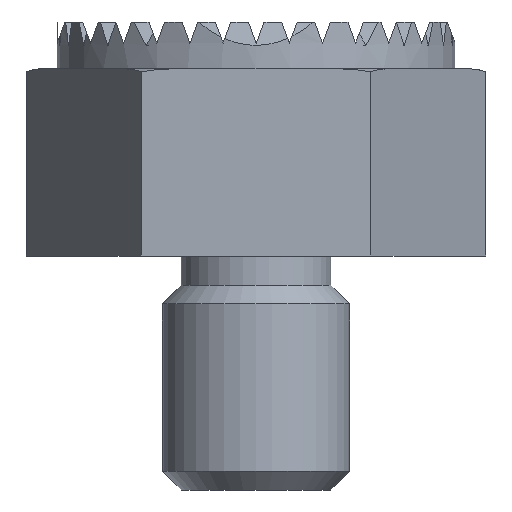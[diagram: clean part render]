
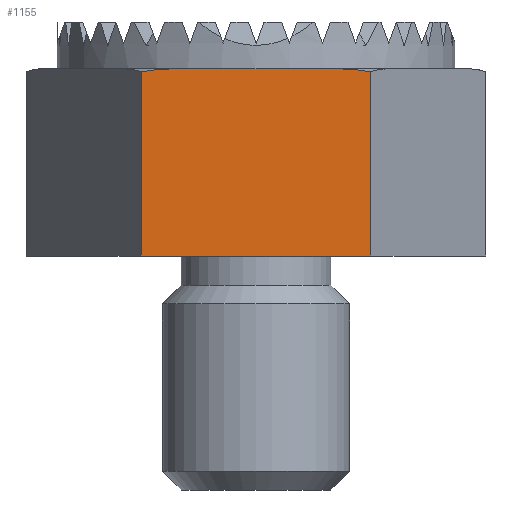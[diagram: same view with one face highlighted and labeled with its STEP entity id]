
A CAD part, left-side view. The second image highlights one B-rep face of the part: STEP entity #1155.
In plain terms, the highlighted planar face has unit normal (-1, 0, 0).
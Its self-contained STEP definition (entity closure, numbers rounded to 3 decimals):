
#405 = CARTESIAN_POINT ( 'NONE',  ( -8.5, -4.907, 7.868 ) ) ;
#459 = CARTESIAN_POINT ( 'NONE',  ( -8.5, 3.52, 8. ) ) ;
#476 = CARTESIAN_POINT ( 'NONE',  ( -8.5, -3.753, 8. ) ) ;
#514 = DIRECTION ( 'NONE',  ( 0., 0., 1. ) ) ;
#524 = CARTESIAN_POINT ( 'NONE',  ( -8.5, 3.987, 7.992 ) ) ;
#589 = FACE_OUTER_BOUND ( 'NONE', #6205, .T. ) ;
#629 = CARTESIAN_POINT ( 'NONE',  ( -8.5, 0., 8. ) ) ;
#727 = PLANE ( 'NONE',  #6822 ) ;
#1155 = ADVANCED_FACE ( 'NONE', ( #589 ), #727, .T. ) ;
#1463 = CARTESIAN_POINT ( 'NONE',  ( -8.5, 4.907, 7.868 ) ) ;
#1603 = EDGE_CURVE ( 'NONE', #2601, #10778, #5283, .T. ) ;
#1689 = CARTESIAN_POINT ( 'NONE',  ( -8.5, -4.907, 7.868 ) ) ;
#1914 = EDGE_CURVE ( 'NONE', #7893, #10494, #11417, .T. ) ;
#2028 = ORIENTED_EDGE ( 'NONE', *, *, #13731, .F. ) ;
#2104 = CARTESIAN_POINT ( 'NONE',  ( -8.5, 3.52, 8. ) ) ;
#2283 = CARTESIAN_POINT ( 'NONE',  ( -8.5, 4.451, 7.952 ) ) ;
#2576 = CARTESIAN_POINT ( 'NONE',  ( -8.5, -4.681, 7.919 ) ) ;
#2601 = VERTEX_POINT ( 'NONE', #11149 ) ;
#2686 = ORIENTED_EDGE ( 'NONE', *, *, #11251, .F. ) ;
#2731 = ORIENTED_EDGE ( 'NONE', *, *, #5554, .F. ) ;
#3532 = ORIENTED_EDGE ( 'NONE', *, *, #5281, .F. ) ;
#3840 = ORIENTED_EDGE ( 'NONE', *, *, #1914, .F. ) ;
#4362 = B_SPLINE_CURVE_WITH_KNOTS ( 'NONE', 3,
 ( #5920, #476, #8144, #9303, #2576, #405 ),
 .UNSPECIFIED., .F., .F.,
 ( 4, 2, 4 ),
 ( 0.004, 0.004, 0.005 ),
 .UNSPECIFIED. ) ;
#4724 = CARTESIAN_POINT ( 'NONE',  ( -8.5, 4.907, -3. ) ) ;
#4864 = CARTESIAN_POINT ( 'NONE',  ( -8.5, 0., 0. ) ) ;
#5281 = EDGE_CURVE ( 'NONE', #10494, #10778, #4362, .T. ) ;
#5283 = LINE ( 'NONE', #14261, #6129 ) ;
#5554 = EDGE_CURVE ( 'NONE', #8372, #12415, #13688, .T. ) ;
#5688 = ORIENTED_EDGE ( 'NONE', *, *, #1603, .T. ) ;
#5920 = CARTESIAN_POINT ( 'NONE',  ( -8.5, -3.52, 8. ) ) ;
#5930 = DIRECTION ( 'NONE',  ( 0., -1., 0. ) ) ;
#6129 = VECTOR ( 'NONE', #6437, 1000. ) ;
#6205 = EDGE_LOOP ( 'NONE', ( #2028, #2731, #2686, #11294, #5688, #3532, #3840 ) ) ;
#6431 = CARTESIAN_POINT ( 'NONE',  ( -8.5, 0., 8. ) ) ;
#6437 = DIRECTION ( 'NONE',  ( 0., 0., 1. ) ) ;
#6484 = CARTESIAN_POINT ( 'NONE',  ( -8.5, -3.52, 8. ) ) ;
#6822 = AXIS2_PLACEMENT_3D ( 'NONE', #9557, #8396, #11741 ) ;
#7017 = VECTOR ( 'NONE', #514, 1000. ) ;
#7124 = CARTESIAN_POINT ( 'NONE',  ( -8.5, 3.753, 8. ) ) ;
#7280 = VECTOR ( 'NONE', #8257, 1000. ) ;
#7297 = VECTOR ( 'NONE', #5930, 1000. ) ;
#7654 = LINE ( 'NONE', #6431, #10757 ) ;
#7893 = VERTEX_POINT ( 'NONE', #8886 ) ;
#8144 = CARTESIAN_POINT ( 'NONE',  ( -8.5, -3.985, 7.992 ) ) ;
#8257 = DIRECTION ( 'NONE',  ( 0., 1., 0. ) ) ;
#8372 = VERTEX_POINT ( 'NONE', #1463 ) ;
#8396 = DIRECTION ( 'NONE',  ( -1., 0., 0. ) ) ;
#8886 = CARTESIAN_POINT ( 'NONE',  ( -8.5, 0., 8. ) ) ;
#9303 = CARTESIAN_POINT ( 'NONE',  ( -8.5, -4.449, 7.952 ) ) ;
#9557 = CARTESIAN_POINT ( 'NONE',  ( -8.5, 4.907, -3. ) ) ;
#10437 = LINE ( 'NONE', #4724, #7017 ) ;
#10494 = VERTEX_POINT ( 'NONE', #6484 ) ;
#10757 = VECTOR ( 'NONE', #13383, 1000. ) ;
#10778 = VERTEX_POINT ( 'NONE', #1689 ) ;
#11108 = CARTESIAN_POINT ( 'NONE',  ( -8.5, 4.907, 7.868 ) ) ;
#11149 = CARTESIAN_POINT ( 'NONE',  ( -8.5, -4.907, 0. ) ) ;
#11251 = EDGE_CURVE ( 'NONE', #12693, #8372, #10437, .T. ) ;
#11294 = ORIENTED_EDGE ( 'NONE', *, *, #13096, .F. ) ;
#11409 = CARTESIAN_POINT ( 'NONE',  ( -8.5, 4.907, 0. ) ) ;
#11417 = LINE ( 'NONE', #629, #7297 ) ;
#11524 = LINE ( 'NONE', #4864, #7280 ) ;
#11741 = DIRECTION ( 'NONE',  ( 0., -1., 0. ) ) ;
#12199 = CARTESIAN_POINT ( 'NONE',  ( -8.5, 4.681, 7.919 ) ) ;
#12415 = VERTEX_POINT ( 'NONE', #2104 ) ;
#12693 = VERTEX_POINT ( 'NONE', #11409 ) ;
#13096 = EDGE_CURVE ( 'NONE', #2601, #12693, #11524, .T. ) ;
#13383 = DIRECTION ( 'NONE',  ( 0., -1., 0. ) ) ;
#13688 = B_SPLINE_CURVE_WITH_KNOTS ( 'NONE', 3,
 ( #11108, #12199, #2283, #524, #7124, #459 ),
 .UNSPECIFIED., .F., .F.,
 ( 4, 2, 4 ),
 ( 0.024, 0.025, 0.025 ),
 .UNSPECIFIED. ) ;
#13731 = EDGE_CURVE ( 'NONE', #12415, #7893, #7654, .T. ) ;
#14261 = CARTESIAN_POINT ( 'NONE',  ( -8.5, -4.907, -3. ) ) ;
